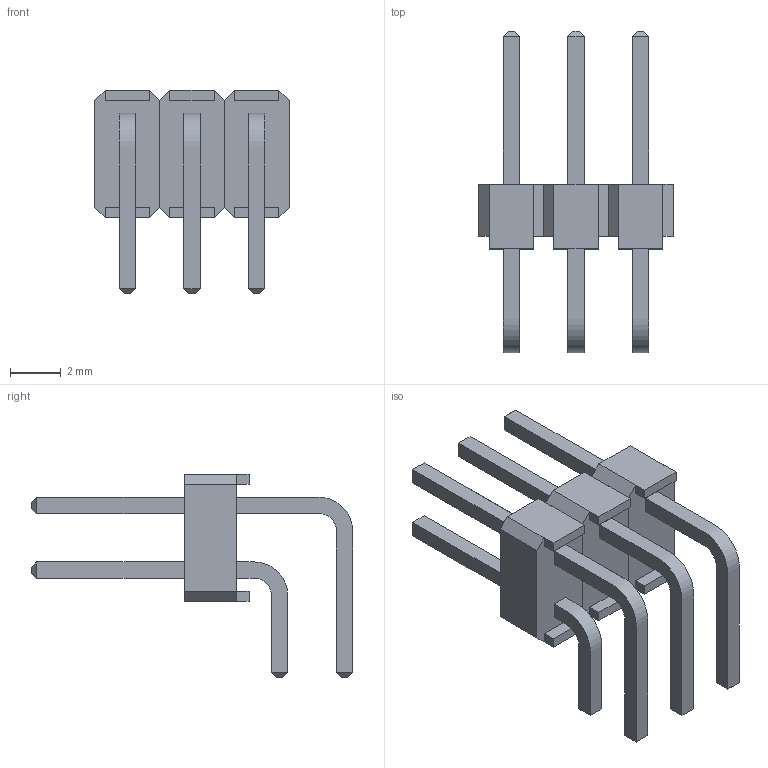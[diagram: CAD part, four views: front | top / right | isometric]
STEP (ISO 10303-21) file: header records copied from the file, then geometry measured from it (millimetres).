
FILE_DESCRIPTION (( 'STEP AP214' ), '1' );
FILE_NAME ('BG085-06-X-0600-300-0120.STEP', '2021-08-02T17:29:12', ( '' ), ( '' ), 'SwSTEP 2.0', 'SolidWorks 2020', '' );
FILE_SCHEMA (( 'AUTOMOTIVE_DESIGN' ));
Length unit declared in the file: millimetre
Products named in the file (1): BG085-06-X-0600-300-0120
Bounding box: 7.62 x 12.6 x 8 mm (x, y, z)
Volume: 111.9 mm3; surface area: 384.9 mm2
Topology: 3 solids, 3 shells, 162 faces, 420 edges, 276 vertices
Faces by surface type: plane 138, bspline 24
Entity records: 8030 total; most frequent: CARTESIAN_POINT 2299, ORIENTED_EDGE 840, DIRECTION 710, EDGE_CURVE 420, VECTOR 384, LINE 384, VERTEX_POINT 276, EDGE_LOOP 174
